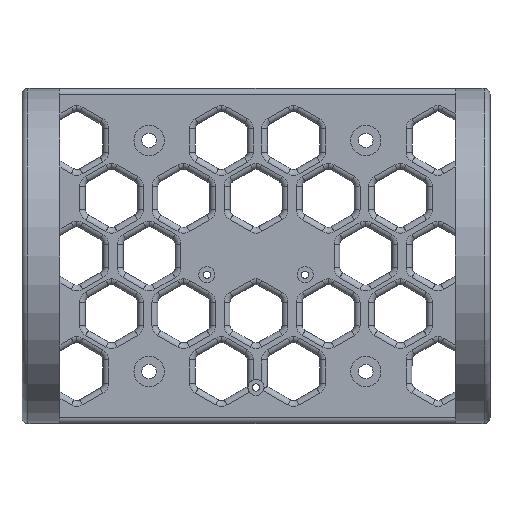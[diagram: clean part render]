
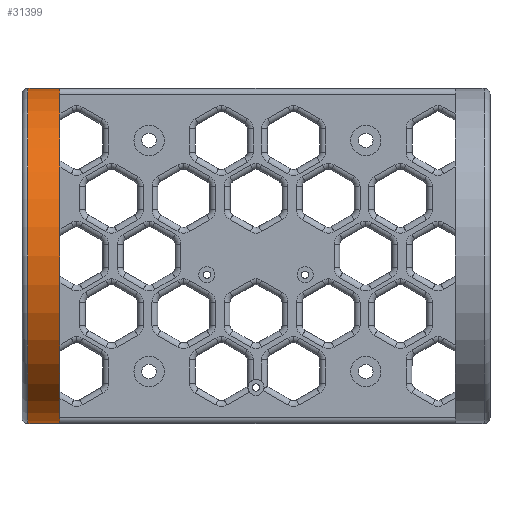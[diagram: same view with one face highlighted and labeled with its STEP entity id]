
A CAD part, front view. The second image highlights one B-rep face of the part: STEP entity #31399.
In plain terms, the highlighted cylindrical face has radius 58 mm (diameter 116 mm), a partial arc.
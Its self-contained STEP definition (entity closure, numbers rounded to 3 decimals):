
#175 = VERTEX_POINT ( 'NONE', #227 ) ;
#227 = CARTESIAN_POINT ( 'NONE',  ( -68., 0., 58. ) ) ;
#486 = VERTEX_POINT ( 'NONE', #17527 ) ;
#1920 = CARTESIAN_POINT ( 'NONE',  ( -81., 0., 58. ) ) ;
#2657 = DIRECTION ( 'NONE',  ( 1., 0., 0. ) ) ;
#3436 = ORIENTED_EDGE ( 'NONE', *, *, #19831, .F. ) ;
#3498 = CIRCLE ( 'NONE', #34959, 58. ) ;
#3659 = EDGE_CURVE ( 'NONE', #16603, #175, #17628, .T. ) ;
#4311 = EDGE_CURVE ( 'NONE', #486, #27387, #14125, .T. ) ;
#4834 = LINE ( 'NONE', #1920, #13202 ) ;
#7684 = ORIENTED_EDGE ( 'NONE', *, *, #30382, .F. ) ;
#8287 = CARTESIAN_POINT ( 'NONE',  ( -68., 0., 0. ) ) ;
#9688 = CARTESIAN_POINT ( 'NONE',  ( -81., 0., -58. ) ) ;
#12379 = AXIS2_PLACEMENT_3D ( 'NONE', #28502, #20267, #31413 ) ;
#12488 = VECTOR ( 'NONE', #18778, 1000. ) ;
#12570 = ORIENTED_EDGE ( 'NONE', *, *, #34793, .T. ) ;
#13034 = ORIENTED_EDGE ( 'NONE', *, *, #17461, .T. ) ;
#13202 = VECTOR ( 'NONE', #21779, 1000. ) ;
#14125 = CIRCLE ( 'NONE', #12379, 58. ) ;
#14639 = VERTEX_POINT ( 'NONE', #32997 ) ;
#14907 = CARTESIAN_POINT ( 'NONE',  ( -81., 0., 58. ) ) ;
#16603 = VERTEX_POINT ( 'NONE', #22725 ) ;
#16863 = ORIENTED_EDGE ( 'NONE', *, *, #4311, .T. ) ;
#17098 = FACE_OUTER_BOUND ( 'NONE', #23129, .T. ) ;
#17461 = EDGE_CURVE ( 'NONE', #35468, #14639, #22090, .T. ) ;
#17527 = CARTESIAN_POINT ( 'NONE',  ( -79., 0., 58. ) ) ;
#17628 = LINE ( 'NONE', #14907, #23684 ) ;
#18430 = LINE ( 'NONE', #9688, #12488 ) ;
#18778 = DIRECTION ( 'NONE',  ( 1., 0., 0. ) ) ;
#19451 = CARTESIAN_POINT ( 'NONE',  ( -77., 0., -58. ) ) ;
#19831 = EDGE_CURVE ( 'NONE', #486, #16603, #4834, .T. ) ;
#20267 = DIRECTION ( 'NONE',  ( 1., 0., 0. ) ) ;
#21779 = DIRECTION ( 'NONE',  ( 1., 0., 0. ) ) ;
#22090 = LINE ( 'NONE', #27572, #26173 ) ;
#22583 = DIRECTION ( 'NONE',  ( 1., 0., 0. ) ) ;
#22725 = CARTESIAN_POINT ( 'NONE',  ( -77., 0., 58. ) ) ;
#22764 = CARTESIAN_POINT ( 'NONE',  ( -81., 0., 0. ) ) ;
#23129 = EDGE_LOOP ( 'NONE', ( #29307, #3436, #16863, #12570, #13034, #7684 ) ) ;
#23684 = VECTOR ( 'NONE', #34795, 1000. ) ;
#25314 = CYLINDRICAL_SURFACE ( 'NONE', #35609, 58. ) ;
#26173 = VECTOR ( 'NONE', #33590, 1000. ) ;
#27387 = VERTEX_POINT ( 'NONE', #32838 ) ;
#27572 = CARTESIAN_POINT ( 'NONE',  ( -81., 0., -58. ) ) ;
#28245 = DIRECTION ( 'NONE',  ( 0., 0., -1. ) ) ;
#28502 = CARTESIAN_POINT ( 'NONE',  ( -79., 0., 0. ) ) ;
#29307 = ORIENTED_EDGE ( 'NONE', *, *, #3659, .F. ) ;
#30382 = EDGE_CURVE ( 'NONE', #175, #14639, #3498, .T. ) ;
#31399 = ADVANCED_FACE ( 'NONE', ( #17098 ), #25314, .T. ) ;
#31413 = DIRECTION ( 'NONE',  ( 0., 0., 1. ) ) ;
#32838 = CARTESIAN_POINT ( 'NONE',  ( -79., 0., -58. ) ) ;
#32997 = CARTESIAN_POINT ( 'NONE',  ( -68., 0., -58. ) ) ;
#33590 = DIRECTION ( 'NONE',  ( 1., 0., 0. ) ) ;
#34793 = EDGE_CURVE ( 'NONE', #27387, #35468, #18430, .T. ) ;
#34795 = DIRECTION ( 'NONE',  ( 1., 0., 0. ) ) ;
#34959 = AXIS2_PLACEMENT_3D ( 'NONE', #8287, #2657, #36027 ) ;
#35468 = VERTEX_POINT ( 'NONE', #19451 ) ;
#35609 = AXIS2_PLACEMENT_3D ( 'NONE', #22764, #22583, #28245 ) ;
#36027 = DIRECTION ( 'NONE',  ( 0., 0., -1. ) ) ;
